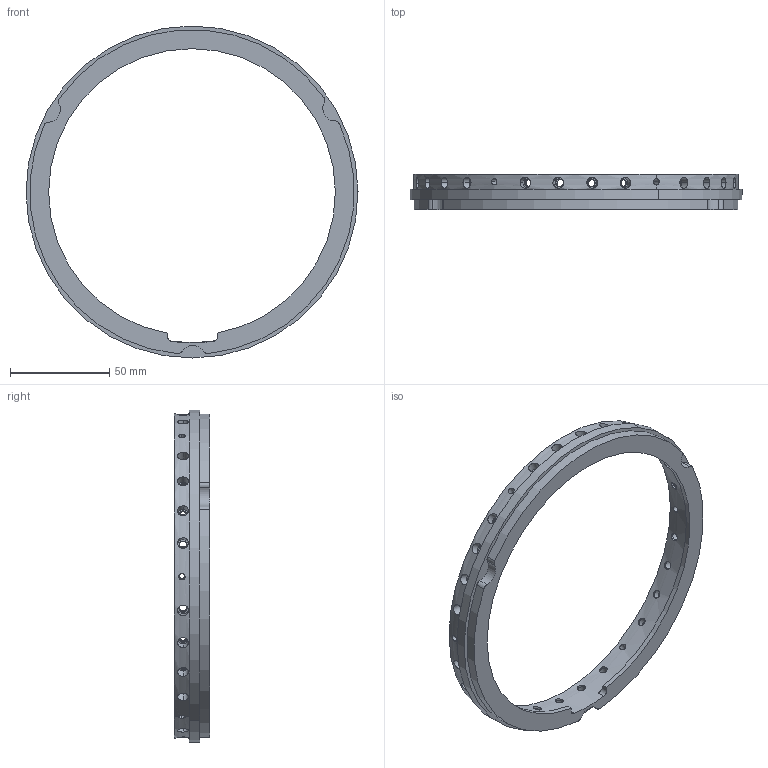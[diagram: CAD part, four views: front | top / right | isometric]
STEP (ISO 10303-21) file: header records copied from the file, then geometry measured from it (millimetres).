
FILE_DESCRIPTION(('Creo Elements/Direct Modeling STEP Export'),'2;1');
FILE_NAME('Spring_Ring_r4.stp','2016-09-01T16:59:48',(''),(''),'PTC Creo Elements/Direct Modeling STEP processor for AP214 (Solid Model)','PTC Creo Elements/Direct Modeling 19.0B 21-Mar-2015 (C) Parametric Technology GmbH','');
FILE_SCHEMA(('AUTOMOTIVE_DESIGN { 1 0 10303 214 1 1 1 1 }'));
Length unit declared in the file: millimetre
Products named in the file (2): Ring_Spring_r4
Assembly tree (1 placements, depth 2):
  Ring_Spring_r4
    Ring_Spring_r4
Bounding box: 167.64 x 17.78 x 167.64 mm (x, y, z)
Volume: 57177.5 mm3; surface area: 30121.5 mm2
Topology: 1 solids, 1 shells, 160 faces, 411 edges, 275 vertices
Faces by surface type: cylinder 129, plane 30, cone 1
Entity records: 7145 total; most frequent: CARTESIAN_POINT 3079, ORIENTED_EDGE 822, DIRECTION 736, EDGE_CURVE 411, AXIS2_PLACEMENT_3D 301, VERTEX_POINT 275, EDGE_LOOP 244, CYLINDRICAL_SURFACE 185
